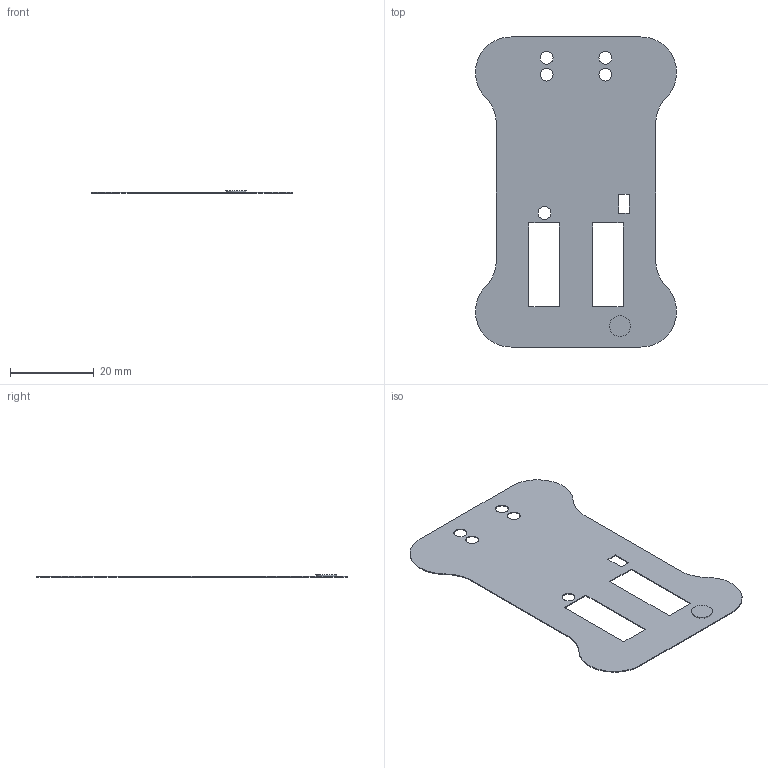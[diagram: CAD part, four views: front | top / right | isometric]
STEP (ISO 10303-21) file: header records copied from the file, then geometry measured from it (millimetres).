
FILE_DESCRIPTION(/* description */ (''),/* implementation_level */ '2;1');
FILE_NAME(/* name */ 'tiny-scarab-v0.2-membrane.step',/* time_stamp */ '2024-02-18T16:04:48+01:00',/* author */ (''),/* organization */ (''),/* preprocessor_version */ 'ST-DEVELOPER v20',/* originating_system */ 'Autodesk Translation Framework v12.20.1.177',/* authorisation */ '');
FILE_SCHEMA (('AUTOMOTIVE_DESIGN { 1 0 10303 214 3 1 1 }'));
Length unit declared in the file: millimetre
Products named in the file (1): tiny-scarab-v0.2-membrane
Bounding box: 47.97 x 74 x 0.5 mm (x, y, z)
Volume: 550.8 mm3; surface area: 5538 mm2
Topology: 2 solids, 2 shells, 34 faces, 90 edges, 60 vertices
Faces by surface type: plane 20, cylinder 14
Full cylindrical faces by diameter (mm): 3.07 x5, 5 x1
Entity records: 1133 total; most frequent: DIRECTION 188, CARTESIAN_POINT 185, ORIENTED_EDGE 180, EDGE_CURVE 90, AXIS2_PLACEMENT_3D 63, LINE 62, VECTOR 62, VERTEX_POINT 60
